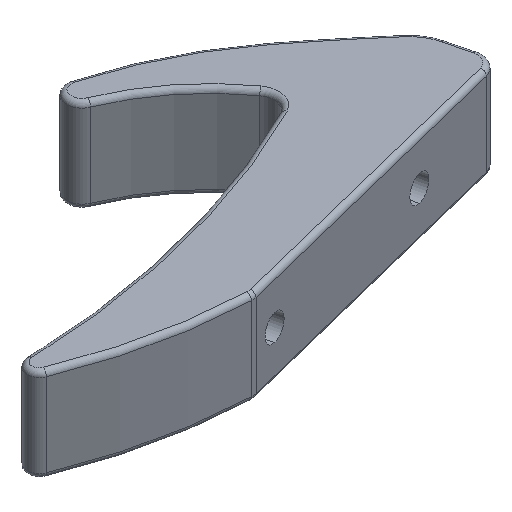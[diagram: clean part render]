
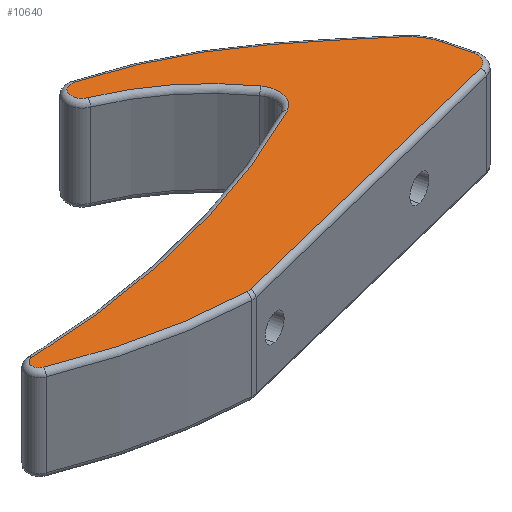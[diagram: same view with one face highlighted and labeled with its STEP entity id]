
A CAD part, isometric view. The second image highlights one B-rep face of the part: STEP entity #10640.
In plain terms, the highlighted planar face has unit normal (0, 0, 1).
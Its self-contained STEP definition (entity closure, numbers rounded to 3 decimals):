
#1180=CARTESIAN_POINT('',(164.172,28.845,
0.));
#1190=VERTEX_POINT('',#1180);
#1220=CARTESIAN_POINT('',(157.186,27.103,
0.));
#1230=DIRECTION('',(0.,0.,1.));
#1240=DIRECTION('',(1.,0.,0.));
#1250=AXIS2_PLACEMENT_3D('',#1220,#1230,#1240);
#1260=CIRCLE('',#1250,7.2);
#1270=CARTESIAN_POINT('',(161.89,32.554,
0.));
#1280=VERTEX_POINT('',#1270);
#1290=EDGE_CURVE('',#1190,#1280,#1260,.T.);
#9520=CARTESIAN_POINT('',(0.,0.,
0.));
#9530=DIRECTION('',(0.,0.,1.));
#9540=DIRECTION('',(1.,0.,0.));
#9550=AXIS2_PLACEMENT_3D('',#9520,#9530,#9540);
#9560=PLANE('',#9550);
#9570=CARTESIAN_POINT('',(112.814,-5.81,
0.));
#9580=DIRECTION('',(0.,0.,1.));
#9590=DIRECTION('',(1.,0.,0.));
#9600=AXIS2_PLACEMENT_3D('',#9570,#9580,#9590);
#9610=CIRCLE('',#9600,60.77);
#9620=CARTESIAN_POINT('',(149.889,42.341,
0.));
#9630=VERTEX_POINT('',#9620);
#9640=CARTESIAN_POINT('',(128.981,52.77,
0.));
#9650=VERTEX_POINT('',#9640);
#9660=EDGE_CURVE('',#9630,#9650,#9610,.T.);
#9670=ORIENTED_EDGE('',*,*,#9660,.T.);
#9680=CARTESIAN_POINT('',(-19.315,-177.411,
0.));
#9690=DIRECTION('',(0.,0.,1.));
#9700=DIRECTION('',(1.,0.,0.));
#9710=AXIS2_PLACEMENT_3D('',#9680,#9690,#9700);
#9720=CIRCLE('',#9710,277.346);
#9730=EDGE_CURVE('',#1280,#9630,#9720,.T.);
#9740=ORIENTED_EDGE('',*,*,#9730,.T.);
#9750=ORIENTED_EDGE('',*,*,#1290,.T.);
#9760=CARTESIAN_POINT('',(171.364,0.,
0.));
#9770=DIRECTION('',(0.242,-0.97,
0.));
#9780=VECTOR('',#9770,1.);
#9790=LINE('',#9760,#9780);
#9800=CARTESIAN_POINT('',(165.201,24.719,
0.));
#9810=VERTEX_POINT('',#9800);
#9820=EDGE_CURVE('',#1190,#9810,#9790,.T.);
#9830=ORIENTED_EDGE('',*,*,#9820,.F.);
#9840=CARTESIAN_POINT('',(163.067,24.186,
0.));
#9850=DIRECTION('',(0.,0.,1.));
#9860=DIRECTION('',(1.,0.,0.));
#9870=AXIS2_PLACEMENT_3D('',#9840,#9850,#9860);
#9880=CIRCLE('',#9870,2.2);
#9890=CARTESIAN_POINT('',(163.599,22.052,
0.));
#9900=VERTEX_POINT('',#9890);
#9910=EDGE_CURVE('',#9900,#9810,#9880,.T.);
#9920=ORIENTED_EDGE('',*,*,#9910,.T.);
#9930=CARTESIAN_POINT('',(0.,-18.738,
0.));
#9940=DIRECTION('',(-0.97,-0.242,
0.));
#9950=VECTOR('',#9940,1.);
#9960=LINE('',#9930,#9950);
#9970=CARTESIAN_POINT('',(114.219,9.74,
0.));
#9980=VERTEX_POINT('',#9970);
#9990=EDGE_CURVE('',#9900,#9980,#9960,.T.);
#10000=ORIENTED_EDGE('',*,*,#9990,.F.);
#10010=CARTESIAN_POINT('',(113.686,11.874,
0.));
#10020=DIRECTION('',(0.,0.,1.));
#10030=DIRECTION('',(1.,0.,0.));
#10040=AXIS2_PLACEMENT_3D('',#10010,#10020,#10030);
#10050=CIRCLE('',#10040,2.2);
#10060=CARTESIAN_POINT('',(113.605,9.676,
0.));
#10070=VERTEX_POINT('',#10060);
#10080=EDGE_CURVE('',#10070,#9980,#10050,.T.);
#10090=ORIENTED_EDGE('',*,*,#10080,.T.);
#10100=CARTESIAN_POINT('',(116.487,87.823,
0.));
#10110=DIRECTION('',(0.,0.,1.));
#10120=DIRECTION('',(1.,0.,0.));
#10130=AXIS2_PLACEMENT_3D('',#10100,#10110,#10120);
#10140=CIRCLE('',#10130,78.2);
#10150=CARTESIAN_POINT('',(86.729,15.506,
0.));
#10160=VERTEX_POINT('',#10150);
#10170=EDGE_CURVE('',#10160,#10070,#10140,.T.);
#10180=ORIENTED_EDGE('',*,*,#10170,.T.);
#10190=CARTESIAN_POINT('',(87.185,16.616,
0.));
#10200=DIRECTION('',(0.,0.,-1.));
#10210=DIRECTION('',(-1.,0.,0.));
#10220=AXIS2_PLACEMENT_3D('',#10190,#10200,#10210);
#10230=CIRCLE('',#10220,1.2);
#10240=CARTESIAN_POINT('',(87.151,17.815,
0.));
#10250=VERTEX_POINT('',#10240);
#10260=EDGE_CURVE('',#10160,#10250,#10230,.T.);
#10270=ORIENTED_EDGE('',*,*,#10260,.F.);
#10280=CARTESIAN_POINT('',(83.463,148.563,
0.));
#10290=DIRECTION('',(0.,0.,-1.));
#10300=DIRECTION('',(-1.,0.,0.));
#10310=AXIS2_PLACEMENT_3D('',#10280,#10290,#10300);
#10320=CIRCLE('',#10310,130.8);
#10330=CARTESIAN_POINT('',(142.076,31.631,
0.));
#10340=VERTEX_POINT('',#10330);
#10350=EDGE_CURVE('',#10340,#10250,#10320,.T.);
#10360=ORIENTED_EDGE('',*,*,#10350,.T.);
#10370=CARTESIAN_POINT('',(140.373,35.028,
0.));
#10380=DIRECTION('',(0.,0.,-1.));
#10390=DIRECTION('',(-1.,0.,0.));
#10400=AXIS2_PLACEMENT_3D('',#10370,#10380,#10390);
#10410=CIRCLE('',#10400,3.8);
#10420=CARTESIAN_POINT('',(143.465,37.238,
0.));
#10430=VERTEX_POINT('',#10420);
#10440=EDGE_CURVE('',#10430,#10340,#10410,.T.);
#10450=ORIENTED_EDGE('',*,*,#10440,.T.);
#10460=CARTESIAN_POINT('',(114.341,16.419,
0.));
#10470=DIRECTION('',(0.,0.,1.));
#10480=DIRECTION('',(1.,0.,0.));
#10490=AXIS2_PLACEMENT_3D('',#10460,#10470,#10480);
#10500=CIRCLE('',#10490,35.8);
#10510=CARTESIAN_POINT('',(127.886,49.558,
0.));
#10520=VERTEX_POINT('',#10510);
#10530=EDGE_CURVE('',#10430,#10520,#10500,.T.);
#10540=ORIENTED_EDGE('',*,*,#10530,.F.);
#10550=CARTESIAN_POINT('',(128.529,51.131,
0.));
#10560=DIRECTION('',(0.,0.,1.));
#10570=DIRECTION('',(1.,0.,0.));
#10580=AXIS2_PLACEMENT_3D('',#10550,#10560,#10570);
#10590=CIRCLE('',#10580,1.7);
#10600=EDGE_CURVE('',#9650,#10520,#10590,.T.);
#10610=ORIENTED_EDGE('',*,*,#10600,.T.);
#10620=EDGE_LOOP('',(#10610,#10540,#10450,#10360,#10270,#10180,#10090,
#10000,#9920,#9830,#9750,#9740,#9670));
#10630=FACE_OUTER_BOUND('',#10620,.T.);
#10640=ADVANCED_FACE('',(#10630),#9560,.T.);
